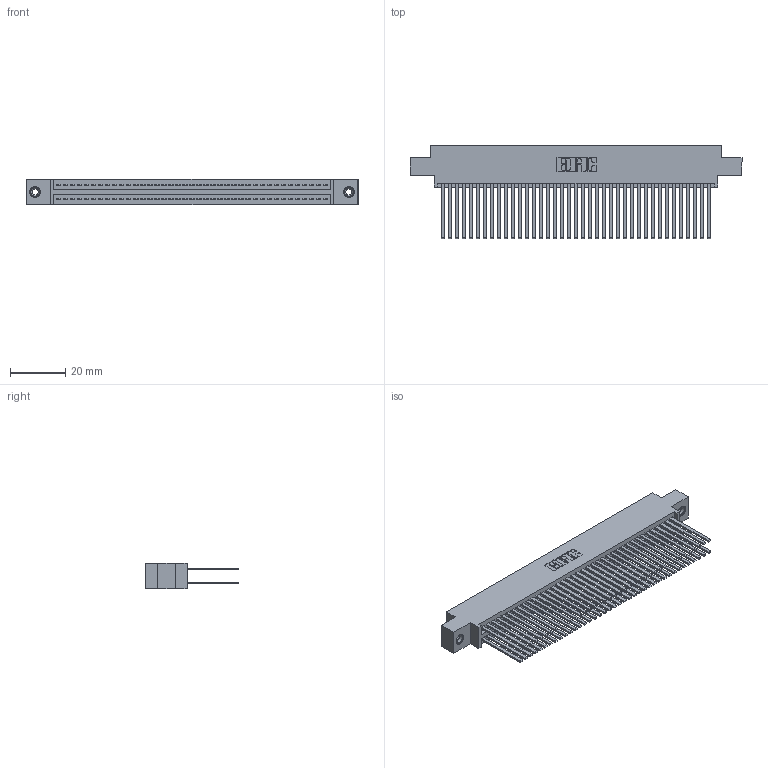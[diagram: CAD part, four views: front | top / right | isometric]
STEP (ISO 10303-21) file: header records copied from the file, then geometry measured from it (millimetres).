
FILE_DESCRIPTION (( 'STEP AP203' ), '1' );
FILE_NAME ('395-078-544-808.STEP', '2019-10-25T02:47:56', ( '' ), ( '' ), 'SwSTEP 2.0', 'SolidWorks 2016', '' );
FILE_SCHEMA (( 'CONFIG_CONTROL_DESIGN' ));
Length unit declared in the file: inch
Products named in the file (4): 345-292-001_345-293-144; 345-250-001_345-250-003-102; 395-078-544-808; 345 Part_0.170 Offset - 0.156 Dia-TI
Assembly tree (81 placements, depth 2):
  395-078-544-808
    345 Part_0.170 Offset - 0.156 Dia-TI
    345-292-001_345-293-144  x78
    345-250-001_345-250-003-102  x2
Bounding box: 120.27 x 33.96 x 9.4 mm (x, y, z)
Volume: 12628.7 mm3; surface area: 21970.9 mm2
Topology: 81 solids, 81 shells, 3622 faces, 10707 edges, 7026 vertices
Faces by surface type: plane 2378, cylinder 1228, cone 12, torus 4
Entity records: 32138 total; most frequent: CARTESIAN_POINT 5371, ORIENTED_EDGE 5298, DIRECTION 4763, EDGE_CURVE 2649, VECTOR 2345, LINE 2345, VERTEX_POINT 1760, AXIS2_PLACEMENT_3D 1209
